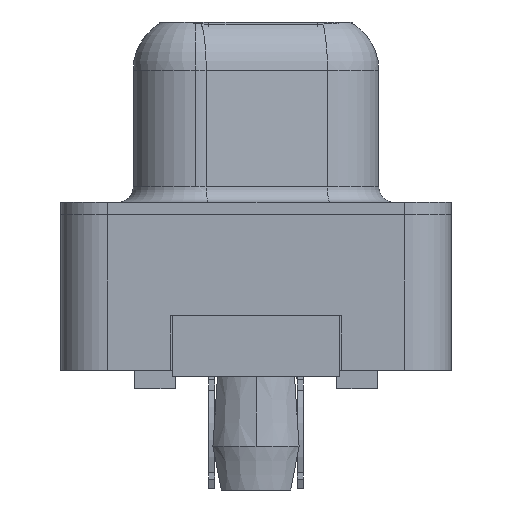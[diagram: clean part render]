
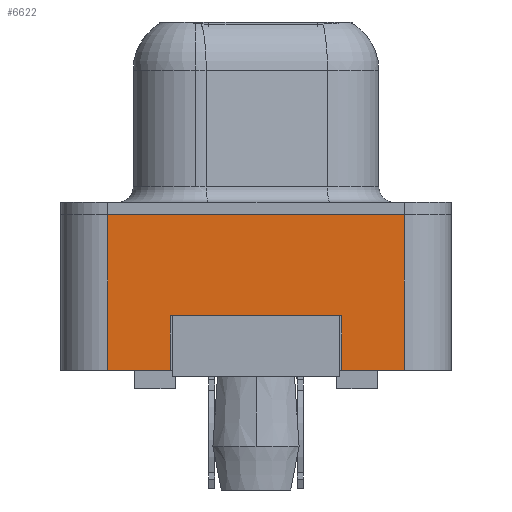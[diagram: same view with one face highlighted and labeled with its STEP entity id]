
A CAD part, left-side view. The second image highlights one B-rep face of the part: STEP entity #6622.
In plain terms, the highlighted planar face has unit normal (-1, 0, 0).
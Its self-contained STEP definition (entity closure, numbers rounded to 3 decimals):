
#75 = LINE ( 'NONE', #7056, #6474 ) ;
#406 = VERTEX_POINT ( 'NONE', #7728 ) ;
#714 = EDGE_CURVE ( 'NONE', #13811, #9810, #5677, .T. ) ;
#816 = ORIENTED_EDGE ( 'NONE', *, *, #3038, .F. ) ;
#1361 = EDGE_LOOP ( 'NONE', ( #12579, #14337, #3282, #11046, #8692, #2937, #14988, #816 ) ) ;
#1639 = CARTESIAN_POINT ( 'NONE',  ( -2.905, -2.75, -5. ) ) ;
#1832 = CARTESIAN_POINT ( 'NONE',  ( -2.905, -2.75, -3.25 ) ) ;
#2937 = ORIENTED_EDGE ( 'NONE', *, *, #5835, .T. ) ;
#3038 = EDGE_CURVE ( 'NONE', #3668, #13811, #11673, .T. ) ;
#3189 = CARTESIAN_POINT ( 'NONE',  ( -2.905, -2.75, -3.25 ) ) ;
#3214 = DIRECTION ( 'NONE',  ( 0., -1., 0. ) ) ;
#3282 = ORIENTED_EDGE ( 'NONE', *, *, #13623, .T. ) ;
#3668 = VERTEX_POINT ( 'NONE', #1832 ) ;
#3702 = DIRECTION ( 'NONE',  ( 0., 0., 1. ) ) ;
#3786 = EDGE_CURVE ( 'NONE', #3668, #10329, #10716, .T. ) ;
#4211 = DIRECTION ( 'NONE',  ( 0., 0., -1. ) ) ;
#4268 = VECTOR ( 'NONE', #14888, 1000. ) ;
#4683 = DIRECTION ( 'NONE',  ( 0., -1., 0. ) ) ;
#5077 = CARTESIAN_POINT ( 'NONE',  ( -2.905, 2.75, -3.25 ) ) ;
#5162 = DIRECTION ( 'NONE',  ( 0., 1., 0. ) ) ;
#5657 = VECTOR ( 'NONE', #12359, 1000. ) ;
#5677 = LINE ( 'NONE', #10908, #6360 ) ;
#5746 = CARTESIAN_POINT ( 'NONE',  ( -2.905, 4.775, -5. ) ) ;
#5835 = EDGE_CURVE ( 'NONE', #9695, #9810, #7758, .T. ) ;
#6348 = PLANE ( 'NONE',  #14032 ) ;
#6360 = VECTOR ( 'NONE', #16128, 1000. ) ;
#6393 = CARTESIAN_POINT ( 'NONE',  ( -2.905, -4.775, -5. ) ) ;
#6474 = VECTOR ( 'NONE', #3214, 1000. ) ;
#6622 = ADVANCED_FACE ( 'NONE', ( #15426 ), #6348, .T. ) ;
#6648 = DIRECTION ( 'NONE',  ( 0., -1., 0. ) ) ;
#6977 = CARTESIAN_POINT ( 'NONE',  ( -2.905, -4.775, 0. ) ) ;
#7056 = CARTESIAN_POINT ( 'NONE',  ( -2.905, -4.775, -5. ) ) ;
#7236 = LINE ( 'NONE', #16573, #16051 ) ;
#7466 = CARTESIAN_POINT ( 'NONE',  ( -2.905, -4.775, -5. ) ) ;
#7728 = CARTESIAN_POINT ( 'NONE',  ( -2.905, 4.775, 0. ) ) ;
#7758 = LINE ( 'NONE', #6393, #15606 ) ;
#8068 = CARTESIAN_POINT ( 'NONE',  ( -2.905, -4.775, -5. ) ) ;
#8692 = ORIENTED_EDGE ( 'NONE', *, *, #14085, .F. ) ;
#9695 = VERTEX_POINT ( 'NONE', #5746 ) ;
#9810 = VERTEX_POINT ( 'NONE', #11139 ) ;
#10329 = VERTEX_POINT ( 'NONE', #1639 ) ;
#10716 = LINE ( 'NONE', #3189, #13938 ) ;
#10908 = CARTESIAN_POINT ( 'NONE',  ( -2.905, 2.75, -3.25 ) ) ;
#11043 = LINE ( 'NONE', #13765, #4268 ) ;
#11046 = ORIENTED_EDGE ( 'NONE', *, *, #13216, .F. ) ;
#11139 = CARTESIAN_POINT ( 'NONE',  ( -2.905, 2.75, -5. ) ) ;
#11488 = DIRECTION ( 'NONE',  ( -1., 0., 0. ) ) ;
#11673 = LINE ( 'NONE', #5077, #13251 ) ;
#11979 = CARTESIAN_POINT ( 'NONE',  ( -2.905, 2.75, -3.25 ) ) ;
#12359 = DIRECTION ( 'NONE',  ( 0., 0., 1. ) ) ;
#12579 = ORIENTED_EDGE ( 'NONE', *, *, #3786, .T. ) ;
#13216 = EDGE_CURVE ( 'NONE', #406, #14743, #7236, .T. ) ;
#13251 = VECTOR ( 'NONE', #5162, 1000. ) ;
#13534 = VERTEX_POINT ( 'NONE', #8068 ) ;
#13595 = EDGE_CURVE ( 'NONE', #10329, #13534, #75, .T. ) ;
#13623 = EDGE_CURVE ( 'NONE', #13534, #14743, #13640, .T. ) ;
#13640 = LINE ( 'NONE', #14844, #5657 ) ;
#13765 = CARTESIAN_POINT ( 'NONE',  ( -2.905, 4.775, -5. ) ) ;
#13811 = VERTEX_POINT ( 'NONE', #11979 ) ;
#13938 = VECTOR ( 'NONE', #4211, 1000. ) ;
#14032 = AXIS2_PLACEMENT_3D ( 'NONE', #7466, #11488, #3702 ) ;
#14085 = EDGE_CURVE ( 'NONE', #9695, #406, #11043, .T. ) ;
#14337 = ORIENTED_EDGE ( 'NONE', *, *, #13595, .T. ) ;
#14743 = VERTEX_POINT ( 'NONE', #6977 ) ;
#14844 = CARTESIAN_POINT ( 'NONE',  ( -2.905, -4.775, -5. ) ) ;
#14888 = DIRECTION ( 'NONE',  ( 0., 0., 1. ) ) ;
#14988 = ORIENTED_EDGE ( 'NONE', *, *, #714, .F. ) ;
#15426 = FACE_OUTER_BOUND ( 'NONE', #1361, .T. ) ;
#15606 = VECTOR ( 'NONE', #6648, 1000. ) ;
#16051 = VECTOR ( 'NONE', #4683, 1000. ) ;
#16128 = DIRECTION ( 'NONE',  ( 0., 0., -1. ) ) ;
#16573 = CARTESIAN_POINT ( 'NONE',  ( -2.905, -4.775, 0. ) ) ;
